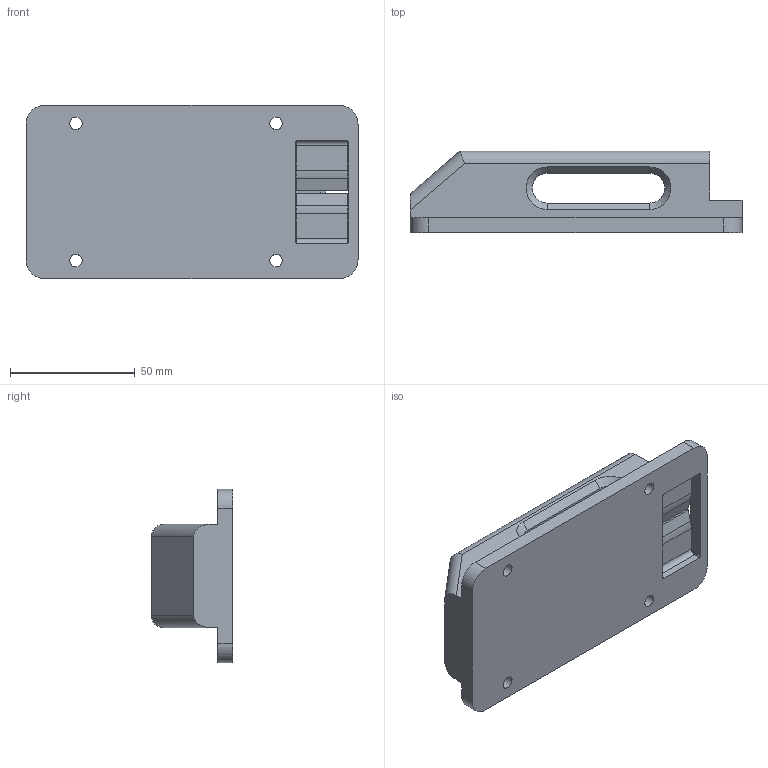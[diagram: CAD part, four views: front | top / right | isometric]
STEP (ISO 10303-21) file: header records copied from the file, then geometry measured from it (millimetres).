
FILE_DESCRIPTION(/* description */ (''),/* implementation_level */ '2;1');
FILE_NAME(/* name */ 'Snap-in holder (Under Car) v82.step',/* time_stamp */ '2019-10-03T12:22:15+02:00',/* author */ (''),/* organization */ (''),/* preprocessor_version */ 'ST-DEVELOPER v18',/* originating_system */ 'Autodesk Translation Framework v8.6.0.1094',/* authorisation */ '');
FILE_SCHEMA (('AUTOMOTIVE_DESIGN { 1 0 10303 214 3 1 1 }'));
Length unit declared in the file: millimetre
Products named in the file (1): Snap-in holder (Under Car)
Bounding box: 133 x 32.6 x 69.4 mm (x, y, z)
Volume: 91777.2 mm3; surface area: 38013.3 mm2
Topology: 1 solids, 1 shells, 98 faces, 273 edges, 172 vertices
Faces by surface type: plane 69, cylinder 22, cone 7
Full cylindrical faces by diameter (mm): 5 x4
Entity records: 3161 total; most frequent: ORIENTED_EDGE 546, CARTESIAN_POINT 544, DIRECTION 533, EDGE_CURVE 273, LINE 211, VECTOR 211, VERTEX_POINT 172, AXIS2_PLACEMENT_3D 161
